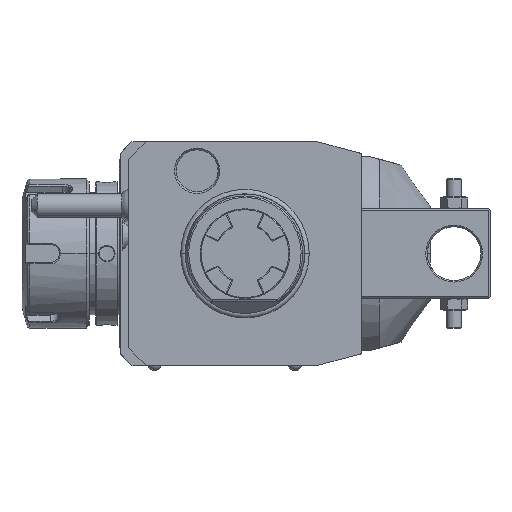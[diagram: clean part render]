
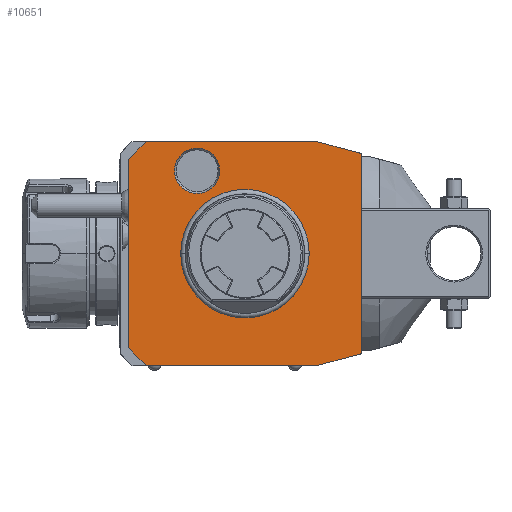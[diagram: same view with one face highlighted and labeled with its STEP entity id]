
A CAD part, front view. The second image highlights one B-rep face of the part: STEP entity #10651.
In plain terms, the highlighted planar face has unit normal (0, -1, 0).
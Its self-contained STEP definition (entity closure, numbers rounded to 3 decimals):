
#1=DIRECTION('',(-0.966,0.,0.259));
#2=VECTOR('',#1,15.529);
#3=CARTESIAN_POINT('',(39.,0.,33.481));
#4=LINE('',#3,#2);
#5=DIRECTION('',(0.,0.,1.));
#6=VECTOR('',#5,66.962);
#7=CARTESIAN_POINT('',(39.,0.,-33.481));
#8=LINE('',#7,#6);
#9=DIRECTION('',(0.966,0.,0.259));
#10=VECTOR('',#9,15.529);
#11=CARTESIAN_POINT('',(24.,0.,-37.5));
#12=LINE('',#11,#10);
#13=DIRECTION('',(1.,0.,0.));
#14=VECTOR('',#13,57.);
#15=CARTESIAN_POINT('',(-33.,0.,-37.5));
#16=LINE('',#15,#14);
#17=DIRECTION('',(0.707,0.,-0.707));
#18=VECTOR('',#17,8.485);
#19=CARTESIAN_POINT('',(-39.,0.,-31.5));
#20=LINE('',#19,#18);
#21=DIRECTION('',(0.,0.,-1.));
#22=VECTOR('',#21,63.);
#23=CARTESIAN_POINT('',(-39.,0.,31.5));
#24=LINE('',#23,#22);
#25=DIRECTION('',(-0.707,0.,-0.707));
#26=VECTOR('',#25,8.485);
#27=CARTESIAN_POINT('',(-33.,0.,37.5));
#28=LINE('',#27,#26);
#29=DIRECTION('',(-1.,0.,0.));
#30=VECTOR('',#29,57.);
#31=CARTESIAN_POINT('',(24.,0.,37.5));
#32=LINE('',#31,#30);
#33=CARTESIAN_POINT('',(-16.,0.,27.713));
#34=DIRECTION('',(0.,1.,0.));
#35=DIRECTION('',(1.,0.,0.));
#36=AXIS2_PLACEMENT_3D('',#33,#34,#35);
#38=CARTESIAN_POINT('',(-16.,0.,27.713));
#39=DIRECTION('',(0.,1.,0.));
#40=DIRECTION('',(-1.,0.,0.));
#41=AXIS2_PLACEMENT_3D('',#38,#39,#40);
#7528=CARTESIAN_POINT('',(0.,0.,0.));
#7529=DIRECTION('',(0.,1.,0.));
#7530=DIRECTION('',(-1.,0.,0.));
#7531=AXIS2_PLACEMENT_3D('',#7528,#7529,#7530);
#7533=CARTESIAN_POINT('',(0.,0.,0.));
#7534=DIRECTION('',(0.,1.,0.));
#7535=DIRECTION('',(1.,0.,0.));
#7536=AXIS2_PLACEMENT_3D('',#7533,#7534,#7535);
#9565=CARTESIAN_POINT('',(-8.423,0.,27.713));
#9566=CARTESIAN_POINT('',(-23.577,0.,27.713));
#9567=VERTEX_POINT('',#9565);
#9568=VERTEX_POINT('',#9566);
#10416=CARTESIAN_POINT('',(39.,0.,33.481));
#10417=CARTESIAN_POINT('',(24.,0.,37.5));
#10418=VERTEX_POINT('',#10416);
#10419=VERTEX_POINT('',#10417);
#10420=CARTESIAN_POINT('',(-33.,0.,37.5));
#10421=VERTEX_POINT('',#10420);
#10422=CARTESIAN_POINT('',(-39.,0.,31.5));
#10423=VERTEX_POINT('',#10422);
#10424=CARTESIAN_POINT('',(-39.,0.,-31.5));
#10425=VERTEX_POINT('',#10424);
#10426=CARTESIAN_POINT('',(-33.,0.,-37.5));
#10427=VERTEX_POINT('',#10426);
#10428=CARTESIAN_POINT('',(24.,0.,-37.5));
#10429=VERTEX_POINT('',#10428);
#10430=CARTESIAN_POINT('',(39.,0.,-33.481));
#10431=VERTEX_POINT('',#10430);
#10508=CARTESIAN_POINT('',(-21.137,0.,0.));
#10509=CARTESIAN_POINT('',(21.137,0.,0.));
#10510=VERTEX_POINT('',#10508);
#10511=VERTEX_POINT('',#10509);
#10616=CARTESIAN_POINT('',(0.,0.,0.));
#10617=DIRECTION('',(0.,-1.,0.));
#10618=DIRECTION('',(-1.,0.,0.));
#10619=AXIS2_PLACEMENT_3D('',#10616,#10617,#10618);
#10620=PLANE('',#10619);
#10622=ORIENTED_EDGE('',*,*,#10621,.F.);
#10624=ORIENTED_EDGE('',*,*,#10623,.F.);
#10626=ORIENTED_EDGE('',*,*,#10625,.F.);
#10628=ORIENTED_EDGE('',*,*,#10627,.F.);
#10630=ORIENTED_EDGE('',*,*,#10629,.F.);
#10632=ORIENTED_EDGE('',*,*,#10631,.F.);
#10634=ORIENTED_EDGE('',*,*,#10633,.F.);
#10636=ORIENTED_EDGE('',*,*,#10635,.F.);
#10637=EDGE_LOOP('',(#10622,#10624,#10626,#10628,#10630,#10632,#10634,#10636));
#10638=FACE_OUTER_BOUND('',#10637,.F.);
#10640=ORIENTED_EDGE('',*,*,#10639,.F.);
#10642=ORIENTED_EDGE('',*,*,#10641,.F.);
#10643=EDGE_LOOP('',(#10640,#10642));
#10644=FACE_BOUND('',#10643,.F.);
#10646=ORIENTED_EDGE('',*,*,#10645,.F.);
#10648=ORIENTED_EDGE('',*,*,#10647,.F.);
#10649=EDGE_LOOP('',(#10646,#10648));
#10650=FACE_BOUND('',#10649,.F.);
#37=CIRCLE('',#36,7.577);
#42=CIRCLE('',#41,7.577);
#7532=CIRCLE('',#7531,21.137);
#7537=CIRCLE('',#7536,21.137);
#10621=EDGE_CURVE('',#10418,#10419,#4,.T.);
#10623=EDGE_CURVE('',#10431,#10418,#8,.T.);
#10625=EDGE_CURVE('',#10429,#10431,#12,.T.);
#10627=EDGE_CURVE('',#10427,#10429,#16,.T.);
#10629=EDGE_CURVE('',#10425,#10427,#20,.T.);
#10631=EDGE_CURVE('',#10423,#10425,#24,.T.);
#10633=EDGE_CURVE('',#10421,#10423,#28,.T.);
#10635=EDGE_CURVE('',#10419,#10421,#32,.T.);
#10639=EDGE_CURVE('',#10510,#10511,#7532,.T.);
#10641=EDGE_CURVE('',#10511,#10510,#7537,.T.);
#10645=EDGE_CURVE('',#9567,#9568,#37,.T.);
#10647=EDGE_CURVE('',#9568,#9567,#42,.T.);
#10651=ADVANCED_FACE('',(#10638,#10644,#10650),#10620,.T.);
